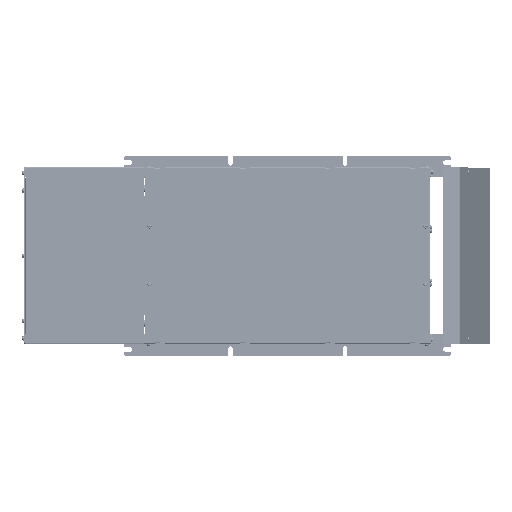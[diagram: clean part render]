
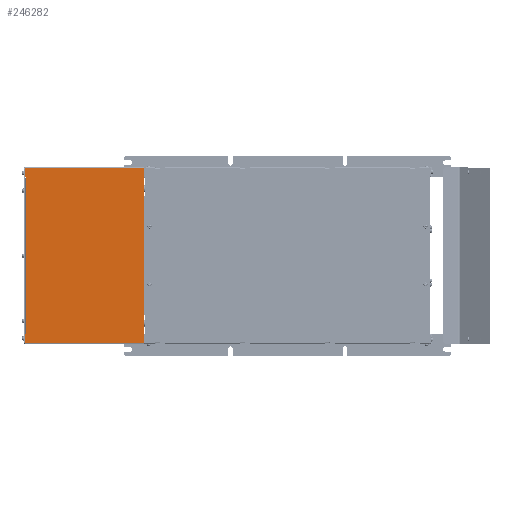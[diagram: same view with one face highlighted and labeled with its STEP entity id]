
A CAD part, top view. The second image highlights one B-rep face of the part: STEP entity #246282.
In plain terms, the highlighted planar face has unit normal (-0.001, 0.001, 1).
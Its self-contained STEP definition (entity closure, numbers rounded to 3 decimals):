
#5006=PLANE('',#262339);
#15943=FACE_OUTER_BOUND('',#29262,.T.);
#29262=EDGE_LOOP('',(#180638,#180639,#180640,#180641,#180642,#180643,#180644,
#180645,#180646,#180647,#180648,#180649));
#51487=LINE('',#365118,#74823);
#51499=LINE('',#365150,#74835);
#51502=LINE('',#365157,#74838);
#51506=LINE('',#365164,#74842);
#51508=LINE('',#365168,#74844);
#51509=LINE('',#365170,#74845);
#51510=LINE('',#365172,#74846);
#51511=LINE('',#365174,#74847);
#51512=LINE('',#365176,#74848);
#51513=LINE('',#365178,#74849);
#51514=LINE('',#365180,#74850);
#51515=LINE('',#365181,#74851);
#74823=VECTOR('',#299214,10.);
#74835=VECTOR('',#299250,10.);
#74838=VECTOR('',#299255,10.);
#74842=VECTOR('',#299261,10.);
#74844=VECTOR('',#299265,10.);
#74845=VECTOR('',#299266,10.);
#74846=VECTOR('',#299267,10.);
#74847=VECTOR('',#299268,10.);
#74848=VECTOR('',#299269,10.);
#74849=VECTOR('',#299270,10.);
#74850=VECTOR('',#299271,10.);
#74851=VECTOR('',#299272,10.);
#105799=VERTEX_POINT('',#365115);
#105800=VERTEX_POINT('',#365117);
#105808=VERTEX_POINT('',#365149);
#105810=VERTEX_POINT('',#365155);
#105811=VERTEX_POINT('',#365156);
#105814=VERTEX_POINT('',#365167);
#105815=VERTEX_POINT('',#365169);
#105816=VERTEX_POINT('',#365171);
#105817=VERTEX_POINT('',#365173);
#105818=VERTEX_POINT('',#365175);
#105819=VERTEX_POINT('',#365177);
#105820=VERTEX_POINT('',#365179);
#133140=EDGE_CURVE('',#105800,#105799,#51487,.T.);
#133156=EDGE_CURVE('',#105808,#105800,#51499,.T.);
#133159=EDGE_CURVE('',#105810,#105811,#51502,.T.);
#133163=EDGE_CURVE('',#105811,#105808,#51506,.T.);
#133165=EDGE_CURVE('',#105799,#105814,#51508,.T.);
#133166=EDGE_CURVE('',#105814,#105815,#51509,.T.);
#133167=EDGE_CURVE('',#105815,#105816,#51510,.T.);
#133168=EDGE_CURVE('',#105817,#105816,#51511,.T.);
#133169=EDGE_CURVE('',#105817,#105818,#51512,.T.);
#133170=EDGE_CURVE('',#105819,#105818,#51513,.T.);
#133171=EDGE_CURVE('',#105819,#105820,#51514,.T.);
#133172=EDGE_CURVE('',#105810,#105820,#51515,.T.);
#180638=ORIENTED_EDGE('',*,*,#133159,.T.);
#180639=ORIENTED_EDGE('',*,*,#133163,.T.);
#180640=ORIENTED_EDGE('',*,*,#133156,.T.);
#180641=ORIENTED_EDGE('',*,*,#133140,.T.);
#180642=ORIENTED_EDGE('',*,*,#133165,.T.);
#180643=ORIENTED_EDGE('',*,*,#133166,.T.);
#180644=ORIENTED_EDGE('',*,*,#133167,.T.);
#180645=ORIENTED_EDGE('',*,*,#133168,.F.);
#180646=ORIENTED_EDGE('',*,*,#133169,.T.);
#180647=ORIENTED_EDGE('',*,*,#133170,.F.);
#180648=ORIENTED_EDGE('',*,*,#133171,.T.);
#180649=ORIENTED_EDGE('',*,*,#133172,.F.);
#246282=ADVANCED_FACE('',(#15943),#5006,.T.);
#262339=AXIS2_PLACEMENT_3D('',#365166,#299263,#299264);
#299214=DIRECTION('',(0.,-1.,0.001));
#299250=DIRECTION('',(-1.,0.,-0.001));
#299255=DIRECTION('',(1.,0.,0.001));
#299261=DIRECTION('',(0.,-1.,0.001));
#299263=DIRECTION('center_axis',(-0.001,0.001,
1.));
#299264=DIRECTION('ref_axis',(0.,-1.,0.001));
#299265=DIRECTION('',(1.,0.,0.001));
#299266=DIRECTION('',(0.,-1.,0.001));
#299267=DIRECTION('',(-1.,0.,-0.001));
#299268=DIRECTION('',(0.,1.,-0.001));
#299269=DIRECTION('',(1.,0.,0.001));
#299270=DIRECTION('',(0.,-1.,0.001));
#299271=DIRECTION('',(-1.,0.,-0.001));
#299272=DIRECTION('',(0.,1.,-0.001));
#365115=CARTESIAN_POINT('',(-550.177,-180.155,291.467));
#365117=CARTESIAN_POINT('',(-550.176,146.845,291.144));
#365118=CARTESIAN_POINT('',(-550.176,65.095,291.225));
#365149=CARTESIAN_POINT('',(-549.676,146.845,291.145));
#365150=CARTESIAN_POINT('',(-488.426,146.845,291.205));
#365155=CARTESIAN_POINT('',(-552.176,147.845,291.141));
#365156=CARTESIAN_POINT('',(-549.676,147.845,291.144));
#365157=CARTESIAN_POINT('',(-489.676,147.845,291.203));
#365164=CARTESIAN_POINT('',(-549.676,65.595,291.225));
#365166=CARTESIAN_POINT('Origin',(-427.176,-16.655,291.427));
#365167=CARTESIAN_POINT('',(-549.677,-180.155,291.468));
#365168=CARTESIAN_POINT('',(-489.677,-180.155,291.527));
#365169=CARTESIAN_POINT('',(-549.677,-181.155,291.468));
#365170=CARTESIAN_POINT('',(-549.676,-98.405,291.387));
#365171=CARTESIAN_POINT('',(-552.177,-181.155,291.466));
#365172=CARTESIAN_POINT('',(-488.427,-181.155,291.529));
#365173=CARTESIAN_POINT('',(-552.177,-200.655,291.485));
#365174=CARTESIAN_POINT('',(-552.176,169.345,291.12));
#365175=CARTESIAN_POINT('',(-302.177,-200.655,291.732));
#365176=CARTESIAN_POINT('',(-489.677,-200.655,291.547));
#365177=CARTESIAN_POINT('',(-302.176,167.345,291.369));
#365178=CARTESIAN_POINT('',(-302.177,-202.655,291.734));
#365179=CARTESIAN_POINT('',(-552.176,167.345,291.122));
#365180=CARTESIAN_POINT('',(-364.676,167.345,291.307));
#365181=CARTESIAN_POINT('',(-552.176,169.345,291.12));
